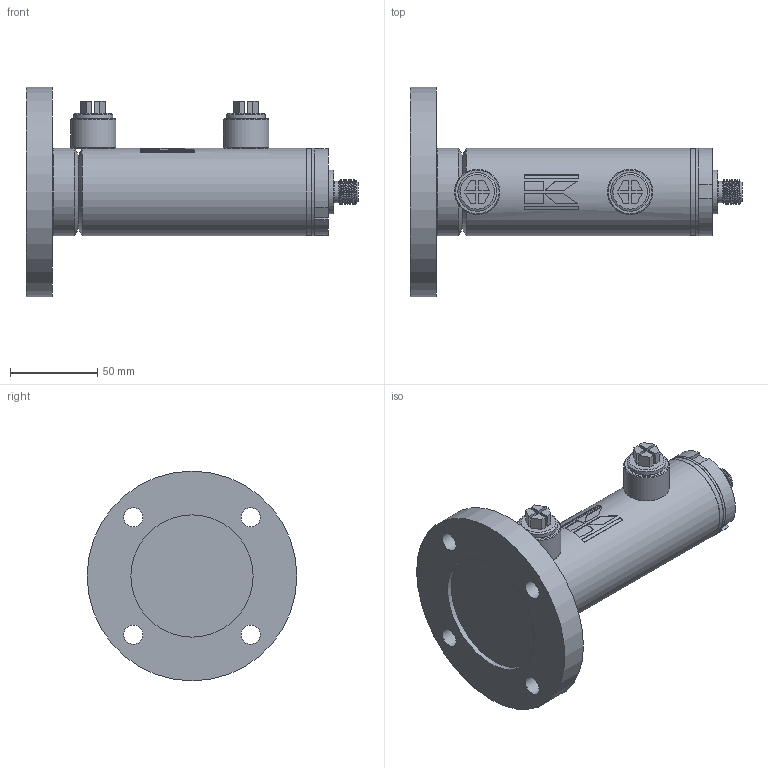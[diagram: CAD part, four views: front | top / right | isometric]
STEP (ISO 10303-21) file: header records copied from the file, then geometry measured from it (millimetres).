
FILE_DESCRIPTION (( 'STEP AP214' ), '1' );
FILE_NAME ('CFGCY0059629-Cylinder.step', '2026-03-10T09:43:39', ( 'Kramp IT' ), ( 'Kramp' ), 'SwSTEP 2.0', 'SolidWorks 2025', '' );
FILE_SCHEMA (( 'AUTOMOTIVE_DESIGN' ));
Length unit declared in the file: millimetre
Products named in the file (16): SP06M; Rod-WA_Simplified; MATE-AID; DS2904013025_Simplified; Tube-WA_Simplified; LSN06E; Tube-MA_Simplified; ATT-NONE; DS2904015; DS2904004_Simplified; DS2904004VM_Simplified; Rod_Simplified; Tube_Simplified; DS2904013025VM_Simplified; DC39BEVL040; CFGCY0059629-Cylinder
Assembly tree (15 placements, depth 4):
  MATE-AID
  ATT-NONE
  CFGCY0059629-Cylinder
    Tube-WA_Simplified
      Tube-MA_Simplified
        Tube_Simplified
        LSN06E
      LSN06E
      DC39BEVL040
    Rod-WA_Simplified
      Rod_Simplified
    DS2904013025VM_Simplified
      DS2904013025_Simplified
    DS2904004VM_Simplified
      DS2904004_Simplified
    DS2904015
    SP06M  x2
Bounding box: 190 x 120 x 120 mm (x, y, z)
Volume: 434725 mm3; surface area: 115957.1 mm2
Topology: 10 solids, 10 shells, 263 faces, 592 edges, 391 vertices
Faces by surface type: plane 135, cylinder 80, cone 29, torus 13, bspline 6
Full cylindrical faces by diameter (mm): 3.5 x2, 7 x2, 11 x5, 12.16 x1, 14.95 x2, 16 x1, 16.66 x2, 18 x2, 19 x1, 22.2 x2, 24 x1, 25 x2, 26 x2, 35.4 x2, 38.5 x2, 40 x2, 44 x1, 49.5 x1, 50 x3, 70 x1, 120 x1
Entity records: 8407 total; most frequent: CARTESIAN_POINT 2855, DIRECTION 890, ORIENTED_EDGE 690, AXIS2_PLACEMENT_3D 366, EDGE_CURVE 345, EDGE_LOOP 314, VERTEX_POINT 265, FACE_OUTER_BOUND 242
